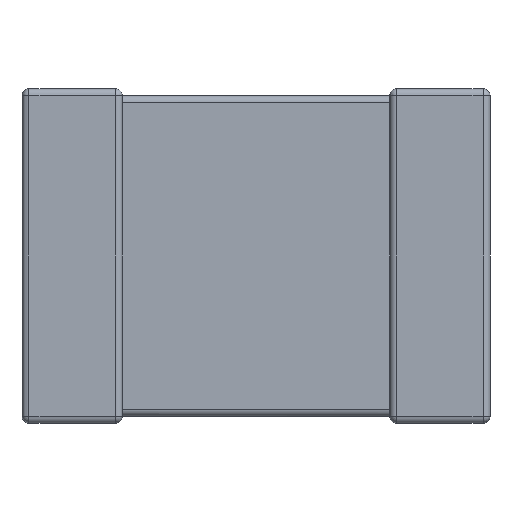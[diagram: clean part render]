
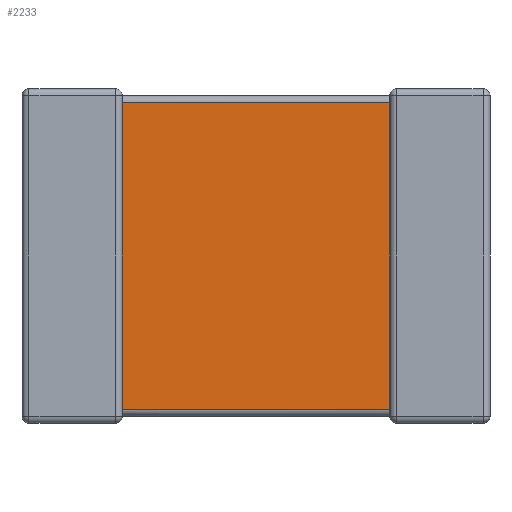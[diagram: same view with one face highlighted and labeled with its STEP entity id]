
A CAD part, front view. The second image highlights one B-rep face of the part: STEP entity #2233.
In plain terms, the highlighted planar face has unit normal (0, -1, 0).
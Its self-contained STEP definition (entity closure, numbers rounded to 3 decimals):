
#261 = FACE_OUTER_BOUND ( 'NONE', #943, .T. ) ;
#364 = ORIENTED_EDGE ( 'NONE', *, *, #782, .T. ) ;
#423 = VECTOR ( 'NONE', #2160, 1000. ) ;
#782 = EDGE_CURVE ( 'NONE', #3923, #2526, #3466, .T. ) ;
#797 = VERTEX_POINT ( 'NONE', #2888 ) ;
#943 = EDGE_LOOP ( 'NONE', ( #3355, #364, #3060, #3849 ) ) ;
#1244 = DIRECTION ( 'NONE',  ( 0., 0., 1. ) ) ;
#1454 = CARTESIAN_POINT ( 'NONE',  ( 1.05, 0.073, -0.146 ) ) ;
#1482 = LINE ( 'NONE', #1454, #423 ) ;
#1628 = VECTOR ( 'NONE', #3091, 1000. ) ;
#1693 = LINE ( 'NONE', #3434, #1628 ) ;
#1721 = DIRECTION ( 'NONE',  ( 1., 0., 0. ) ) ;
#2160 = DIRECTION ( 'NONE',  ( -1., 0., 0. ) ) ;
#2207 = VECTOR ( 'NONE', #1244, 1000. ) ;
#2233 = ADVANCED_FACE ( 'NONE', ( #261 ), #4233, .T. ) ;
#2491 = VECTOR ( 'NONE', #2872, 1000. ) ;
#2526 = VERTEX_POINT ( 'NONE', #2764 ) ;
#2533 = DIRECTION ( 'NONE',  ( 0., -1., 0. ) ) ;
#2633 = EDGE_CURVE ( 'NONE', #797, #3270, #1482, .T. ) ;
#2764 = CARTESIAN_POINT ( 'NONE',  ( 3.85, 0.073, -3.354 ) ) ;
#2872 = DIRECTION ( 'NONE',  ( 1., 0., 0. ) ) ;
#2888 = CARTESIAN_POINT ( 'NONE',  ( 3.85, 0.073, -0.146 ) ) ;
#3032 = CARTESIAN_POINT ( 'NONE',  ( 3.85, 0.073, -3.5 ) ) ;
#3060 = ORIENTED_EDGE ( 'NONE', *, *, #4592, .T. ) ;
#3091 = DIRECTION ( 'NONE',  ( 0., 0., 1. ) ) ;
#3177 = LINE ( 'NONE', #3032, #2207 ) ;
#3211 = EDGE_CURVE ( 'NONE', #3923, #3270, #1693, .T. ) ;
#3270 = VERTEX_POINT ( 'NONE', #4230 ) ;
#3355 = ORIENTED_EDGE ( 'NONE', *, *, #3211, .F. ) ;
#3434 = CARTESIAN_POINT ( 'NONE',  ( 1.05, 0.073, -3.5 ) ) ;
#3466 = LINE ( 'NONE', #4342, #2491 ) ;
#3849 = ORIENTED_EDGE ( 'NONE', *, *, #2633, .T. ) ;
#3923 = VERTEX_POINT ( 'NONE', #4113 ) ;
#4113 = CARTESIAN_POINT ( 'NONE',  ( 1.05, 0.073, -3.354 ) ) ;
#4230 = CARTESIAN_POINT ( 'NONE',  ( 1.05, 0.073, -0.146 ) ) ;
#4233 = PLANE ( 'NONE',  #4667 ) ;
#4342 = CARTESIAN_POINT ( 'NONE',  ( 3.85, 0.073, -3.354 ) ) ;
#4588 = CARTESIAN_POINT ( 'NONE',  ( 1.05, 0.073, -3.5 ) ) ;
#4592 = EDGE_CURVE ( 'NONE', #2526, #797, #3177, .T. ) ;
#4667 = AXIS2_PLACEMENT_3D ( 'NONE', #4588, #2533, #1721 ) ;
